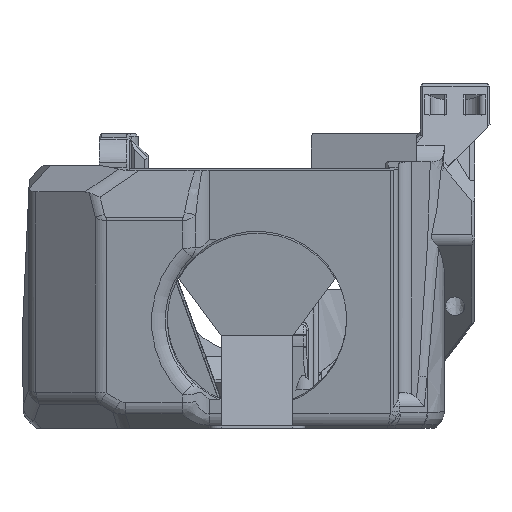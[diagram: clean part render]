
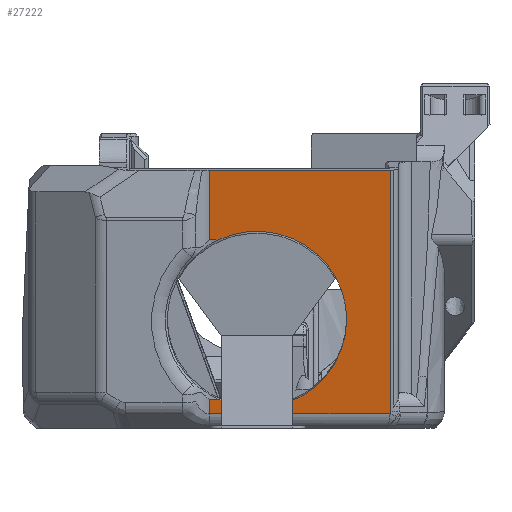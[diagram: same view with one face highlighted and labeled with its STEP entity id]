
A CAD part, left-side view. The second image highlights one B-rep face of the part: STEP entity #27222.
In plain terms, the highlighted planar face has unit normal (-0.985, 0, -0.174).
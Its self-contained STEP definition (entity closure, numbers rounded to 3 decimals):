
#609=ELLIPSE('',#29400,1.92,1.);
#1150=B_SPLINE_CURVE_WITH_KNOTS('',3,(#46867,#46868,#46869,#46870),
 .UNSPECIFIED.,.F.,.F.,(4,4),(0.,0.001),.UNSPECIFIED.);
#1157=B_SPLINE_CURVE_WITH_KNOTS('',3,(#47012,#47013,#47014,#47015),
 .UNSPECIFIED.,.F.,.F.,(4,4),(0.,0.001),.UNSPECIFIED.);
#2032=CIRCLE('',#29401,14.);
#6919=ORIENTED_EDGE('',*,*,#13404,.T.);
#6920=ORIENTED_EDGE('',*,*,#13467,.T.);
#6921=ORIENTED_EDGE('',*,*,#13465,.F.);
#6922=ORIENTED_EDGE('',*,*,#13468,.F.);
#6923=ORIENTED_EDGE('',*,*,#13469,.T.);
#6924=ORIENTED_EDGE('',*,*,#13470,.T.);
#6925=ORIENTED_EDGE('',*,*,#13471,.T.);
#6926=ORIENTED_EDGE('',*,*,#13407,.T.);
#6927=ORIENTED_EDGE('',*,*,#13405,.T.);
#13404=EDGE_CURVE('',#16778,#16850,#19109,.T.);
#13405=EDGE_CURVE('',#16851,#16778,#19110,.F.);
#13407=EDGE_CURVE('',#16852,#16851,#1150,.T.);
#13465=EDGE_CURVE('',#16891,#16892,#19153,.F.);
#13467=EDGE_CURVE('',#16850,#16892,#609,.F.);
#13468=EDGE_CURVE('',#16893,#16891,#19154,.T.);
#13469=EDGE_CURVE('',#16893,#16894,#19155,.F.);
#13470=EDGE_CURVE('',#16894,#16895,#1157,.F.);
#13471=EDGE_CURVE('',#16895,#16852,#2032,.T.);
#16778=VERTEX_POINT('',#46577);
#16850=VERTEX_POINT('',#46834);
#16851=VERTEX_POINT('',#46838);
#16852=VERTEX_POINT('',#46871);
#16891=VERTEX_POINT('',#47002);
#16892=VERTEX_POINT('',#47004);
#16893=VERTEX_POINT('',#47009);
#16894=VERTEX_POINT('',#47011);
#16895=VERTEX_POINT('',#47016);
#19109=LINE('',#46835,#21408);
#19110=LINE('',#46837,#21409);
#19153=LINE('',#47003,#21452);
#19154=LINE('',#47008,#21453);
#19155=LINE('',#47010,#21454);
#21408=VECTOR('',#34363,1000.);
#21409=VECTOR('',#34366,1000.);
#21452=VECTOR('',#34457,1000.);
#21453=VECTOR('',#34464,1000.);
#21454=VECTOR('',#34465,1000.);
#23075=EDGE_LOOP('',(#6919,#6920,#6921,#6922,#6923,#6924,#6925,#6926,#6927));
#24769=FACE_BOUND('',#23075,.T.);
#26086=PLANE('',#29399);
#27222=ADVANCED_FACE('',(#24769),#26086,.F.);
#29399=AXIS2_PLACEMENT_3D('',#47006,#34460,#34461);
#29400=AXIS2_PLACEMENT_3D('',#47007,#34462,#34463);
#29401=AXIS2_PLACEMENT_3D('',#47017,#34466,#34467);
#34363=DIRECTION('',(0.,-1.,0.));
#34366=DIRECTION('',(-0.174,0.,0.985));
#34457=DIRECTION('',(-0.174,0.,0.985));
#34460=DIRECTION('',(0.985,0.,0.174));
#34461=DIRECTION('',(-0.174,0.,0.985));
#34462=DIRECTION('',(0.985,0.,0.174));
#34463=DIRECTION('',(0.126,-0.686,-0.716));
#34464=DIRECTION('',(0.,-1.,0.));
#34465=DIRECTION('',(-0.174,0.,0.985));
#34466=DIRECTION('',(0.985,0.,0.174));
#34467=DIRECTION('',(-0.174,0.,0.985));
#46577=CARTESIAN_POINT('',(-27.864,12.27,2.262));
#46834=CARTESIAN_POINT('',(-27.864,-15.951,2.262));
#46835=CARTESIAN_POINT('',(-27.864,-14.655,2.262));
#46837=CARTESIAN_POINT('',(-31.185,12.27,21.099));
#46838=CARTESIAN_POINT('',(-28.255,12.27,4.482));
#46867=CARTESIAN_POINT('',(-28.27,10.952,4.562));
#46868=CARTESIAN_POINT('',(-28.27,11.393,4.564));
#46869=CARTESIAN_POINT('',(-28.265,11.833,4.537));
#46870=CARTESIAN_POINT('',(-28.255,12.27,4.482));
#46871=CARTESIAN_POINT('',(-28.27,10.952,4.562));
#47002=CARTESIAN_POINT('',(-34.572,-16.002,40.304));
#47003=CARTESIAN_POINT('',(-7.663,-16.002,-112.301));
#47004=CARTESIAN_POINT('',(-27.916,-16.002,2.558));
#47006=CARTESIAN_POINT('',(-31.185,24.853,21.099));
#47007=CARTESIAN_POINT('',(-28.071,-14.497,3.435));
#47008=CARTESIAN_POINT('',(-34.572,24.853,40.304));
#47009=CARTESIAN_POINT('',(-34.572,12.27,40.304));
#47010=CARTESIAN_POINT('',(-31.185,12.27,21.099));
#47011=CARTESIAN_POINT('',(-32.66,12.27,29.463));
#47012=CARTESIAN_POINT('',(-32.646,10.952,29.383));
#47013=CARTESIAN_POINT('',(-32.646,11.393,29.381));
#47014=CARTESIAN_POINT('',(-32.651,11.833,29.409));
#47015=CARTESIAN_POINT('',(-32.66,12.27,29.463));
#47016=CARTESIAN_POINT('',(-32.646,10.952,29.383));
#47017=CARTESIAN_POINT('',(-30.458,4.853,16.973));
